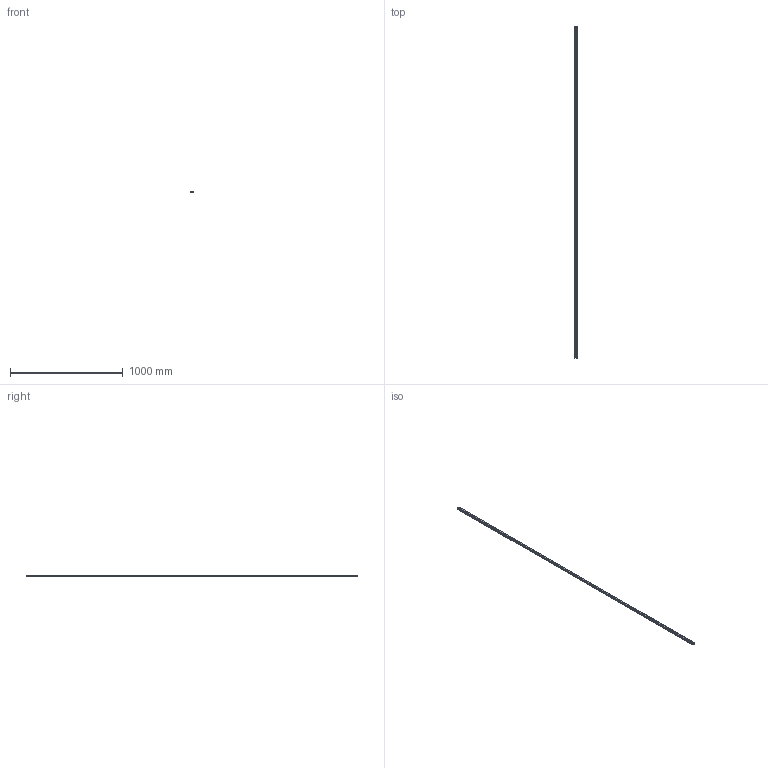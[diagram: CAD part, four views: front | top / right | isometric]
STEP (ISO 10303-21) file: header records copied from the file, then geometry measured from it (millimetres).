
FILE_DESCRIPTION(('STEP AP214'),'1');
FILE_NAME('cctmp_902D03CA-3678-40C7-AFA6-B2787A73DDC0_2020_5_18_13_26_13_758..stp','2020-05-18T11:26:14',('HIWIN GmbH'),('CADClick - www.CADClick.com'),'Spatial InterOp 3D',' ','unknown authorization');
FILE_SCHEMA(('AUTOMOTIVE_DESIGN'));
Length unit declared in the file: millimetre
Products named in the file (1): HGR20R2940H_FILE
Bounding box: 20 x 2940 x 17.5 mm (x, y, z)
Volume: 840515.2 mm3; surface area: 249313.8 mm2
Topology: 1 solids, 1 shells, 548 faces, 1185 edges, 790 vertices
Faces by surface type: cylinder 316, plane 232
Entity records: 19609 total; most frequent: DIRECTION 2915, CARTESIAN_POINT 2524, ORIENTED_EDGE 2370, EDGE_CURVE 1185, AXIS2_PLACEMENT_3D 1181, VERTEX_POINT 790, EDGE_LOOP 699, CIRCLE 632
